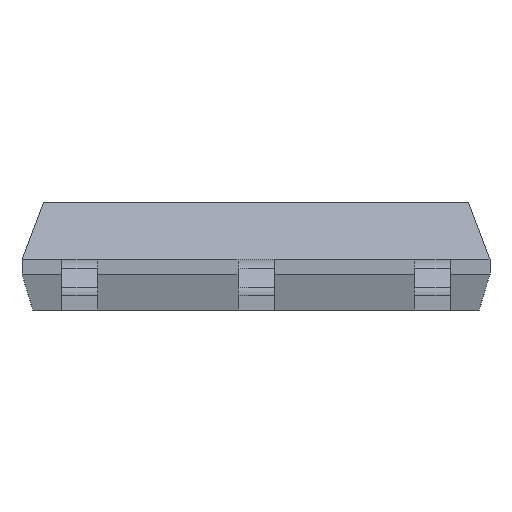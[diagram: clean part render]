
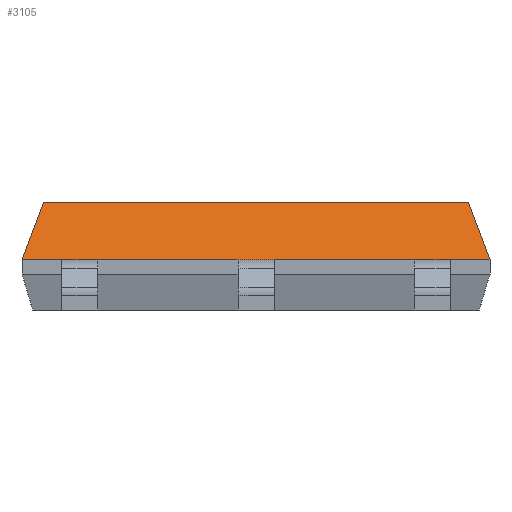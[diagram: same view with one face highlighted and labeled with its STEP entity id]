
A CAD part, front view. The second image highlights one B-rep face of the part: STEP entity #3105.
In plain terms, the highlighted planar face has unit normal (0, -0.936, 0.351).
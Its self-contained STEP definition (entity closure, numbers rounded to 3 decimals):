
#267=FACE_OUTER_BOUND('',#437,.T.);
#437=EDGE_LOOP('',(#2666,#2667,#2668,#2669,#2670,#2671,#2672,#2673,#2674,
#2675));
#459=LINE('',#4022,#821);
#472=LINE('',#4048,#834);
#706=LINE('',#4844,#1068);
#805=LINE('',#5098,#1167);
#806=LINE('',#5100,#1168);
#807=LINE('',#5102,#1169);
#810=LINE('',#5108,#1172);
#811=LINE('',#5109,#1173);
#812=LINE('',#5110,#1174);
#813=LINE('',#5111,#1175);
#821=VECTOR('',#3308,0.906);
#834=VECTOR('',#3327,0.906);
#1068=VECTOR('',#3717,5.9);
#1167=VECTOR('',#3950,0.55);
#1168=VECTOR('',#3953,0.55);
#1169=VECTOR('',#3956,1.95);
#1172=VECTOR('',#3965,0.5);
#1173=VECTOR('',#3966,0.5);
#1174=VECTOR('',#3967,1.95);
#1175=VECTOR('',#3968,0.5);
#1183=VERTEX_POINT('',#4020);
#1184=VERTEX_POINT('',#4021);
#1193=VERTEX_POINT('',#4045);
#1194=VERTEX_POINT('',#4047);
#1409=VERTEX_POINT('',#4941);
#1418=VERTEX_POINT('',#4969);
#1427=VERTEX_POINT('',#4995);
#1440=VERTEX_POINT('',#5028);
#1453=VERTEX_POINT('',#5065);
#1462=VERTEX_POINT('',#5093);
#1463=EDGE_CURVE('',#1183,#1184,#459,.T.);
#1476=EDGE_CURVE('',#1193,#1194,#472,.T.);
#1748=EDGE_CURVE('',#1193,#1184,#706,.T.);
#1879=EDGE_CURVE('',#1453,#1194,#805,.T.);
#1880=EDGE_CURVE('',#1183,#1418,#806,.T.);
#1881=EDGE_CURVE('',#1409,#1427,#807,.T.);
#1884=EDGE_CURVE('',#1418,#1409,#810,.T.);
#1885=EDGE_CURVE('',#1427,#1440,#811,.T.);
#1886=EDGE_CURVE('',#1440,#1462,#812,.T.);
#1887=EDGE_CURVE('',#1462,#1453,#813,.T.);
#2666=ORIENTED_EDGE('',*,*,#1463,.F.);
#2667=ORIENTED_EDGE('',*,*,#1880,.T.);
#2668=ORIENTED_EDGE('',*,*,#1884,.T.);
#2669=ORIENTED_EDGE('',*,*,#1881,.T.);
#2670=ORIENTED_EDGE('',*,*,#1885,.T.);
#2671=ORIENTED_EDGE('',*,*,#1886,.T.);
#2672=ORIENTED_EDGE('',*,*,#1887,.T.);
#2673=ORIENTED_EDGE('',*,*,#1879,.T.);
#2674=ORIENTED_EDGE('',*,*,#1476,.F.);
#2675=ORIENTED_EDGE('',*,*,#1748,.T.);
#2864=PLANE('',#3282);
#3105=ADVANCED_FACE('',(#267),#2864,.T.);
#3282=AXIS2_PLACEMENT_3D('',#5107,#3963,#3964);
#3308=DIRECTION('',(0.331,0.331,0.883));
#3327=DIRECTION('',(0.331,-0.331,-0.883));
#3717=DIRECTION('',(-1.,0.,0.));
#3950=DIRECTION('',(1.,0.,0.));
#3953=DIRECTION('',(1.,0.,0.));
#3956=DIRECTION('',(1.,0.,0.));
#3963=DIRECTION('center_axis',(0.,-0.936,0.351));
#3964=DIRECTION('ref_axis',(0.,-0.351,-0.936));
#3965=DIRECTION('',(1.,0.,0.));
#3966=DIRECTION('',(1.,0.,0.));
#3967=DIRECTION('',(1.,0.,0.));
#3968=DIRECTION('',(1.,0.,0.));
#4020=CARTESIAN_POINT('',(-3.25,-1.75,0.7));
#4021=CARTESIAN_POINT('',(-2.95,-1.45,1.5));
#4022=CARTESIAN_POINT('',(-2.883,-1.383,1.678));
#4045=CARTESIAN_POINT('',(2.95,-1.45,1.5));
#4047=CARTESIAN_POINT('',(3.25,-1.75,0.7));
#4048=CARTESIAN_POINT('',(2.801,-1.301,1.898));
#4844=CARTESIAN_POINT('',(-1.625,-1.45,1.5));
#4941=CARTESIAN_POINT('',(-2.2,-1.75,0.7));
#4969=CARTESIAN_POINT('',(-2.7,-1.75,0.7));
#4995=CARTESIAN_POINT('',(-0.25,-1.75,0.7));
#5028=CARTESIAN_POINT('',(0.25,-1.75,0.7));
#5065=CARTESIAN_POINT('',(2.7,-1.75,0.7));
#5093=CARTESIAN_POINT('',(2.2,-1.75,0.7));
#5098=CARTESIAN_POINT('',(-1.625,-1.75,0.7));
#5100=CARTESIAN_POINT('',(-1.625,-1.75,0.7));
#5102=CARTESIAN_POINT('',(-1.625,-1.75,0.7));
#5107=CARTESIAN_POINT('Origin',(-1.625,-1.6,1.1));
#5108=CARTESIAN_POINT('',(0.,-1.75,0.7));
#5109=CARTESIAN_POINT('',(0.,-1.75,0.7));
#5110=CARTESIAN_POINT('',(-1.625,-1.75,0.7));
#5111=CARTESIAN_POINT('',(0.,-1.75,0.7));
